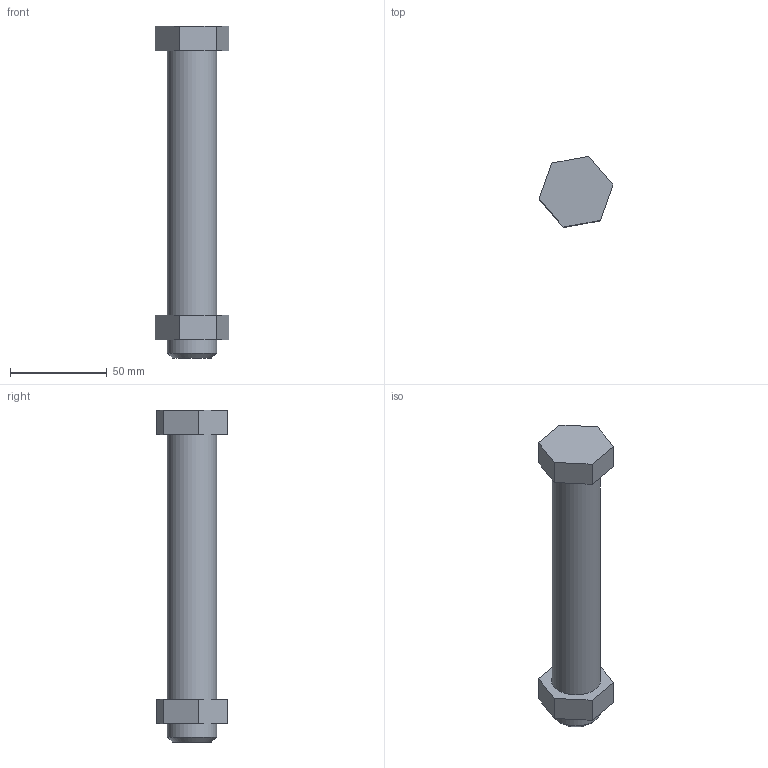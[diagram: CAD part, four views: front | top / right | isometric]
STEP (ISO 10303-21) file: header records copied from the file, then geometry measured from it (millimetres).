
FILE_DESCRIPTION( ( '' ), ' ' );
FILE_NAME( '5daacc5909f642157799d976.step', '2019-10-19T08:42:01', ( '' ), ( '' ), ' ', ' ', ' ' );
FILE_SCHEMA( ( 'AUTOMOTIVE_DESIGN { 1 0 10303 214 1 1 1 1 }' ) );
Length unit declared in the file: metre
Products named in the file (1): Part 24
Bounding box: 38.23 x 36.59 x 171.65 mm (x, y, z)
Volume: 98782.8 mm3; surface area: 17414.9 mm2
Topology: 1 solids, 1 shells, 20 faces, 44 edges, 29 vertices
Faces by surface type: plane 17, cylinder 2, cone 1
Full cylindrical faces by diameter (mm): 25.4 x2
Entity records: 706 total; most frequent: CARTESIAN_POINT 91, DIRECTION 88, ORIENTED_EDGE 82, EDGE_CURVE 41, LINE 36, VECTOR 36, VERTEX_POINT 29, AXIS2_PLACEMENT_3D 26
